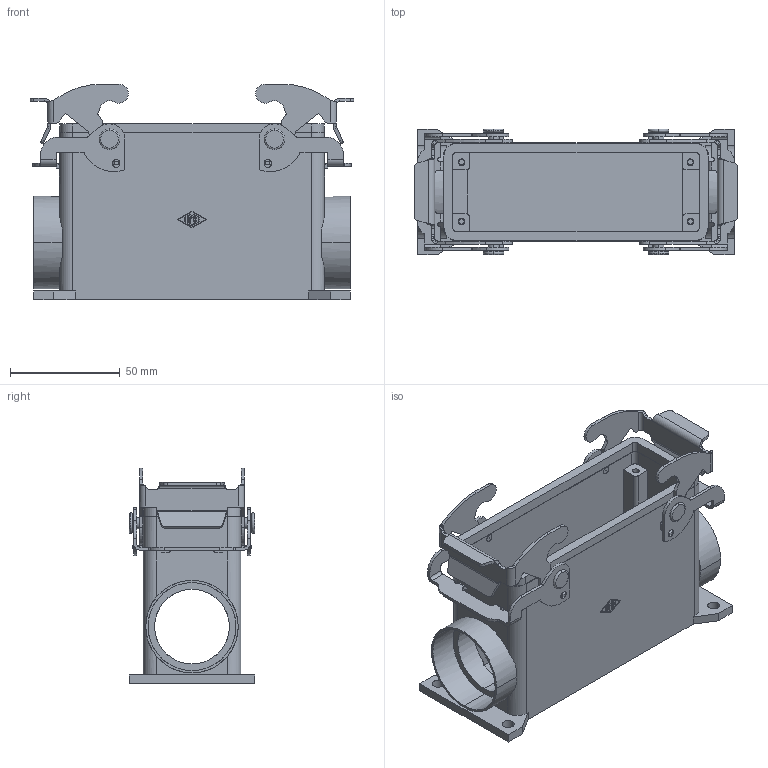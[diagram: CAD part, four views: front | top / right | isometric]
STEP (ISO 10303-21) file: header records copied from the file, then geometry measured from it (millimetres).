
FILE_DESCRIPTION(('Creo Elements/Direct Modeling STEP Export'),'2;1');
FILE_NAME('M7AP_24.240.stp','2014-09-01T 9:51:11',(''),(''),'Creo Elements/Direct Modeling STEP processor for AP214 (Solid Model)','Creo Elements/Direct Modeling 18.0B 02-Dec-2011 (C) Parametric Technology GmbH','');
FILE_SCHEMA(('AUTOMOTIVE_DESIGN { 1 0 10303 214 1 1 1 1 }'));
Length unit declared in the file: millimetre
Products named in the file (5): p1; p2; p3; MVAP_24.240; M7AP_24.240.stp
Assembly tree (4 placements, depth 3):
  M7AP_24.240.stp
    MVAP_24.240
      p3
      p2
      p1
Bounding box: 146.97 x 57 x 98 mm (x, y, z)
Volume: 141240.4 mm3; surface area: 83241.6 mm2
Topology: 3 solids, 3 shells, 619 faces, 1714 edges, 1127 vertices
Faces by surface type: plane 295, cylinder 276, bspline 28, torus 12, cone 8
Entity records: 26433 total; most frequent: CARTESIAN_POINT 10407, ORIENTED_EDGE 3412, DIRECTION 3245, EDGE_CURVE 1706, VERTEX_POINT 1127, AXIS2_PLACEMENT_3D 1101, VECTOR 1043, LINE 1043
